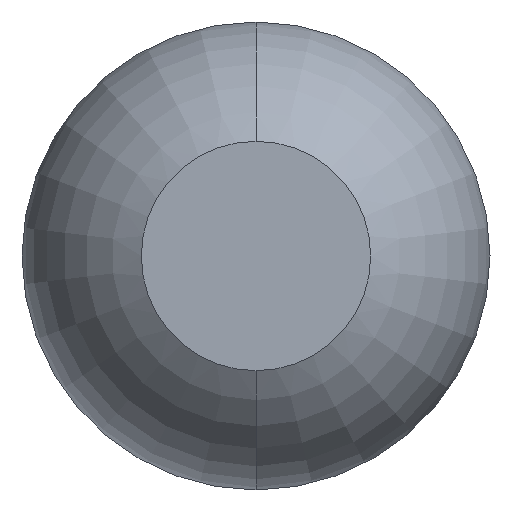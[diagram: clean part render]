
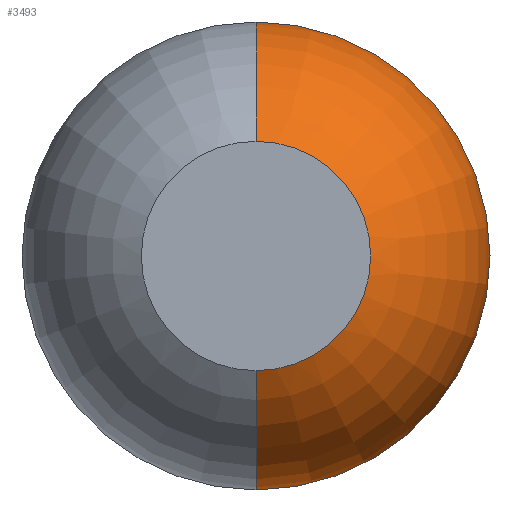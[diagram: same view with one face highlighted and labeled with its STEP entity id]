
A CAD part, front view. The second image highlights one B-rep face of the part: STEP entity #3493.
In plain terms, the highlighted toroidal (fillet/blend) face has major radius 0.01 mm and minor radius 0.5 mm.
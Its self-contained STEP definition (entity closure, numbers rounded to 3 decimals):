
#160 = AXIS2_PLACEMENT_3D ( 'NONE', #2193, #784, #2886 ) ;
#180 = TOROIDAL_SURFACE ( 'NONE', #2999, 0.01, 0.5 ) ;
#290 = AXIS2_PLACEMENT_3D ( 'NONE', #3791, #1740, #2097 ) ;
#320 = DIRECTION ( 'NONE',  ( 0., 1., 0. ) ) ;
#536 = ORIENTED_EDGE ( 'NONE', *, *, #1364, .F. ) ;
#686 = DIRECTION ( 'NONE',  ( 0., 0., 1. ) ) ;
#784 = DIRECTION ( 'NONE',  ( 1., 0., 0. ) ) ;
#809 = CIRCLE ( 'NONE', #160, 0.5 ) ;
#813 = DIRECTION ( 'NONE',  ( 0., 0., 1. ) ) ;
#1028 = CARTESIAN_POINT ( 'NONE',  ( 0., -26.961, 0. ) ) ;
#1078 = VERTEX_POINT ( 'NONE', #2984 ) ;
#1095 = FACE_OUTER_BOUND ( 'NONE', #1605, .T. ) ;
#1364 = EDGE_CURVE ( 'Defeature ausgef�hrt2_38+Defeature ausgef�hrt2_36+Defeature ausgef�hrt2_36+Defeature ausgef�hrt2_36', #2433, #1463, #2178, .T. ) ;
#1378 = CARTESIAN_POINT ( 'NONE',  ( 0., -26.961, -0.51 ) ) ;
#1388 = ORIENTED_EDGE ( 'NONE', *, *, #2808, .F. ) ;
#1463 = VERTEX_POINT ( 'NONE', #2340 ) ;
#1605 = EDGE_LOOP ( 'NONE', ( #536, #2343, #1388, #3422 ) ) ;
#1740 = DIRECTION ( 'NONE',  ( -1., 0., 0. ) ) ;
#1760 = DIRECTION ( 'NONE',  ( 0., -1., 0. ) ) ;
#1800 = CARTESIAN_POINT ( 'NONE',  ( 0., -27.4, 0. ) ) ;
#2097 = DIRECTION ( 'NONE',  ( 0., 0., 1. ) ) ;
#2178 = CIRCLE ( 'NONE', #3358, 0.25 ) ;
#2193 = CARTESIAN_POINT ( 'NONE',  ( 0., -26.961, -0.01 ) ) ;
#2340 = CARTESIAN_POINT ( 'NONE',  ( 0., -27.4, 0.25 ) ) ;
#2343 = ORIENTED_EDGE ( 'NONE', *, *, #4443, .T. ) ;
#2433 = VERTEX_POINT ( 'NONE', #2455 ) ;
#2453 = EDGE_CURVE ( 'NONE', #1463, #1078, #3660, .T. ) ;
#2455 = CARTESIAN_POINT ( 'NONE',  ( 0., -27.4, -0.25 ) ) ;
#2641 = AXIS2_PLACEMENT_3D ( 'NONE', #1028, #320, #686 ) ;
#2808 = EDGE_CURVE ( 'Defeature ausgef�hrt2_37+Defeature ausgef�hrt2_36+Defeature ausgef�hrt2_36+Defeature ausgef�hrt2_36', #1078, #3731, #3392, .T. ) ;
#2847 = DIRECTION ( 'NONE',  ( 0., 0., -1. ) ) ;
#2886 = DIRECTION ( 'NONE',  ( 0., 0., -1. ) ) ;
#2984 = CARTESIAN_POINT ( 'NONE',  ( 0., -26.961, 0.51 ) ) ;
#2999 = AXIS2_PLACEMENT_3D ( 'NONE', #4251, #3584, #813 ) ;
#3358 = AXIS2_PLACEMENT_3D ( 'NONE', #1800, #1760, #2847 ) ;
#3392 = CIRCLE ( 'NONE', #2641, 0.51 ) ;
#3422 = ORIENTED_EDGE ( 'NONE', *, *, #2453, .F. ) ;
#3493 = ADVANCED_FACE ( 'Defeature ausgef�hrt2_36', ( #1095 ), #180, .T. ) ;
#3584 = DIRECTION ( 'NONE',  ( 0., 1., 0. ) ) ;
#3660 = CIRCLE ( 'NONE', #290, 0.5 ) ;
#3731 = VERTEX_POINT ( 'NONE', #1378 ) ;
#3791 = CARTESIAN_POINT ( 'NONE',  ( 0., -26.961, 0.01 ) ) ;
#4251 = CARTESIAN_POINT ( 'NONE',  ( 0., -26.961, 0. ) ) ;
#4443 = EDGE_CURVE ( 'NONE', #2433, #3731, #809, .T. ) ;
